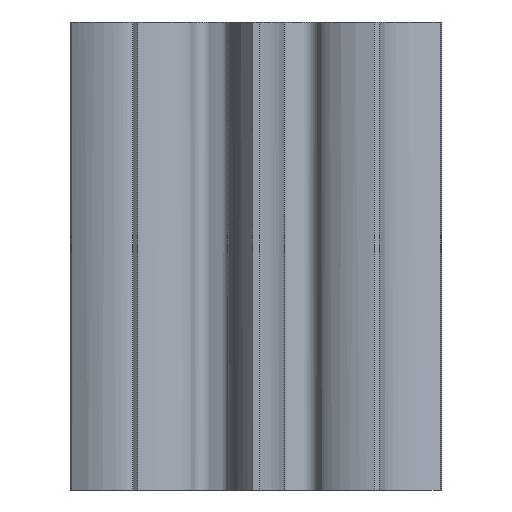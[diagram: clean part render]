
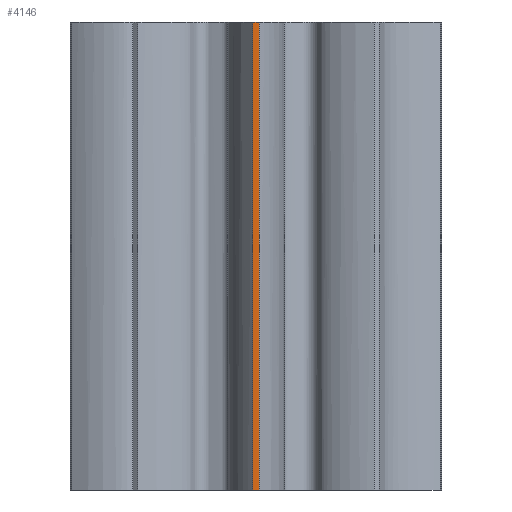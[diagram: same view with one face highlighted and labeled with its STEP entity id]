
A CAD part, left-side view. The second image highlights one B-rep face of the part: STEP entity #4146.
In plain terms, the highlighted cylindrical face has radius 7.645 mm (diameter 15.29 mm), a partial arc.
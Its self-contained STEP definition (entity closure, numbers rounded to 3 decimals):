
#103 = VERTEX_POINT ( 'NONE', #602 ) ;
#281 = VERTEX_POINT ( 'NONE', #5349 ) ;
#424 = LINE ( 'NONE', #1325, #3803 ) ;
#602 = CARTESIAN_POINT ( 'NONE',  ( -7.644, -0.138, -9.525 ) ) ;
#896 = CARTESIAN_POINT ( 'NONE',  ( 0., 0., 0. ) ) ;
#903 = DIRECTION ( 'NONE',  ( 0., 0., 1. ) ) ;
#1010 = LINE ( 'NONE', #3170, #2502 ) ;
#1159 = CIRCLE ( 'NONE', #3228, 7.645 ) ;
#1321 = CIRCLE ( 'NONE', #5157, 7.645 ) ;
#1325 = CARTESIAN_POINT ( 'NONE',  ( -7.644, 0.138, 9.525 ) ) ;
#1401 = DIRECTION ( 'NONE',  ( 1., 0., 0. ) ) ;
#1869 = ORIENTED_EDGE ( 'NONE', *, *, #6042, .F. ) ;
#1965 = ORIENTED_EDGE ( 'NONE', *, *, #4018, .T. ) ;
#2123 = DIRECTION ( 'NONE',  ( 0., 0., -1. ) ) ;
#2301 = DIRECTION ( 'NONE',  ( 0., 0., 1. ) ) ;
#2502 = VECTOR ( 'NONE', #2123, 1000. ) ;
#2865 = ORIENTED_EDGE ( 'NONE', *, *, #5363, .F. ) ;
#3121 = ORIENTED_EDGE ( 'NONE', *, *, #3636, .F. ) ;
#3170 = CARTESIAN_POINT ( 'NONE',  ( -7.644, -0.138, 9.525 ) ) ;
#3228 = AXIS2_PLACEMENT_3D ( 'NONE', #6407, #903, #1401 ) ;
#3333 = VERTEX_POINT ( 'NONE', #5254 ) ;
#3429 = AXIS2_PLACEMENT_3D ( 'NONE', #896, #5550, #3686 ) ;
#3636 = EDGE_CURVE ( 'NONE', #3333, #103, #1010, .T. ) ;
#3686 = DIRECTION ( 'NONE',  ( 1., 0., 0. ) ) ;
#3803 = VECTOR ( 'NONE', #4607, 1000. ) ;
#4018 = EDGE_CURVE ( 'NONE', #281, #103, #1159, .T. ) ;
#4146 = ADVANCED_FACE ( 'NONE', ( #6334 ), #6027, .T. ) ;
#4607 = DIRECTION ( 'NONE',  ( 0., 0., 1. ) ) ;
#4800 = VERTEX_POINT ( 'NONE', #5536 ) ;
#5157 = AXIS2_PLACEMENT_3D ( 'NONE', #6329, #2301, #5843 ) ;
#5254 = CARTESIAN_POINT ( 'NONE',  ( -7.644, -0.138, 9.525 ) ) ;
#5294 = EDGE_LOOP ( 'NONE', ( #2865, #1965, #3121, #1869 ) ) ;
#5349 = CARTESIAN_POINT ( 'NONE',  ( -7.644, 0.138, -9.525 ) ) ;
#5363 = EDGE_CURVE ( 'NONE', #281, #4800, #424, .T. ) ;
#5536 = CARTESIAN_POINT ( 'NONE',  ( -7.644, 0.138, 9.525 ) ) ;
#5550 = DIRECTION ( 'NONE',  ( 0., 0., 1. ) ) ;
#5843 = DIRECTION ( 'NONE',  ( 1., 0., 0. ) ) ;
#6027 = CYLINDRICAL_SURFACE ( 'NONE', #3429, 7.645 ) ;
#6042 = EDGE_CURVE ( 'NONE', #4800, #3333, #1321, .T. ) ;
#6329 = CARTESIAN_POINT ( 'NONE',  ( 0., 0., 9.525 ) ) ;
#6334 = FACE_OUTER_BOUND ( 'NONE', #5294, .T. ) ;
#6407 = CARTESIAN_POINT ( 'NONE',  ( 0., 0., -9.525 ) ) ;
